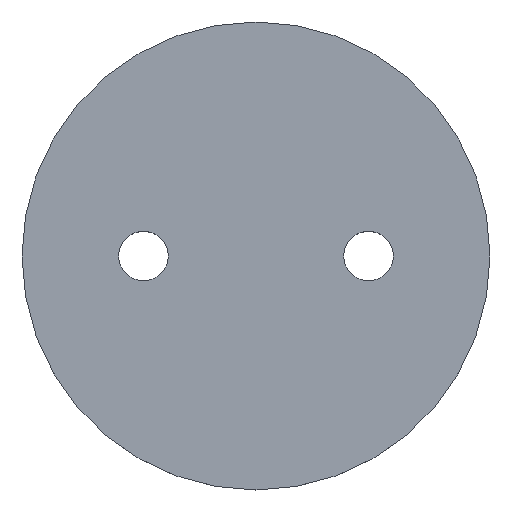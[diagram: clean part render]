
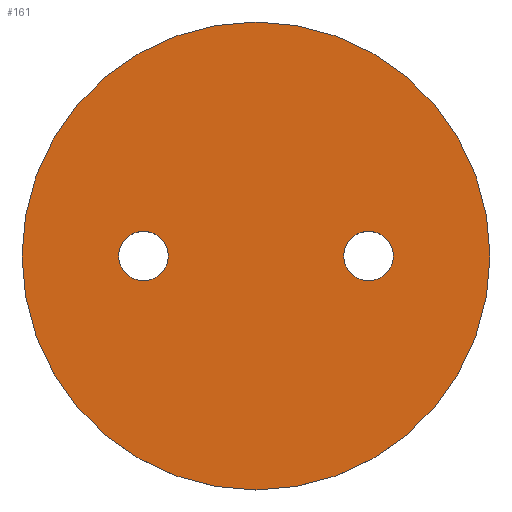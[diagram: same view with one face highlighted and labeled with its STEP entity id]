
A CAD part, top view. The second image highlights one B-rep face of the part: STEP entity #161.
In plain terms, the highlighted planar face has unit normal (0, 0, 1).
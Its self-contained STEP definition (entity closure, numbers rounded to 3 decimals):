
#18=FACE_BOUND('',#51,.T.);
#19=FACE_BOUND('',#52,.T.);
#25=PLANE('',#198);
#36=FACE_OUTER_BOUND('',#50,.T.);
#50=EDGE_LOOP('',(#140));
#51=EDGE_LOOP('',(#141));
#52=EDGE_LOOP('',(#142));
#74=CIRCLE('',#188,2.75);
#75=CIRCLE('',#190,2.75);
#79=CIRCLE('',#197,25.99);
#86=VERTEX_POINT('',#274);
#87=VERTEX_POINT('',#278);
#91=VERTEX_POINT('',#291);
#101=EDGE_CURVE('',#86,#86,#74,.T.);
#103=EDGE_CURVE('',#87,#87,#75,.T.);
#108=EDGE_CURVE('',#91,#91,#79,.T.);
#140=ORIENTED_EDGE('',*,*,#108,.T.);
#141=ORIENTED_EDGE('',*,*,#101,.T.);
#142=ORIENTED_EDGE('',*,*,#103,.T.);
#161=ADVANCED_FACE('',(#36,#18,#19),#25,.T.);
#188=AXIS2_PLACEMENT_3D('',#276,#227,#228);
#190=AXIS2_PLACEMENT_3D('',#280,#232,#233);
#197=AXIS2_PLACEMENT_3D('',#292,#247,#248);
#198=AXIS2_PLACEMENT_3D('',#294,#250,#251);
#227=DIRECTION('center_axis',(0.,0.,-1.));
#228=DIRECTION('ref_axis',(1.,0.,0.));
#232=DIRECTION('center_axis',(0.,0.,-1.));
#233=DIRECTION('ref_axis',(1.,0.,0.));
#247=DIRECTION('center_axis',(0.,0.,1.));
#248=DIRECTION('ref_axis',(1.,0.,0.));
#250=DIRECTION('center_axis',(0.,0.,1.));
#251=DIRECTION('ref_axis',(1.,0.,0.));
#274=CARTESIAN_POINT('',(-15.25,70.,12.7));
#276=CARTESIAN_POINT('Origin',(-12.5,70.,12.7));
#278=CARTESIAN_POINT('',(9.75,70.,12.7));
#280=CARTESIAN_POINT('Origin',(12.5,70.,12.7));
#291=CARTESIAN_POINT('',(-25.99,70.,12.7));
#292=CARTESIAN_POINT('Origin',(0.,70.,12.7));
#294=CARTESIAN_POINT('Origin',(0.,70.,12.7));
